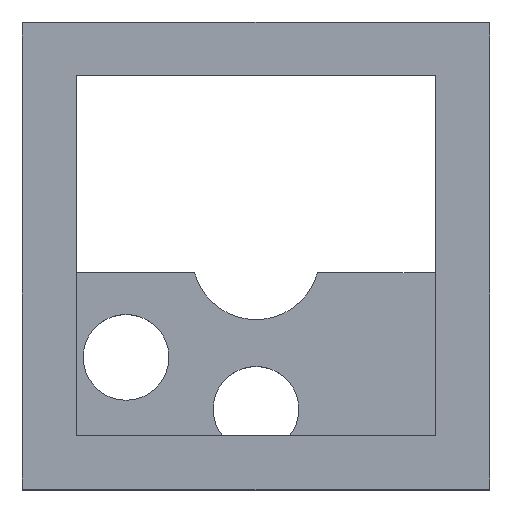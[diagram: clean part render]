
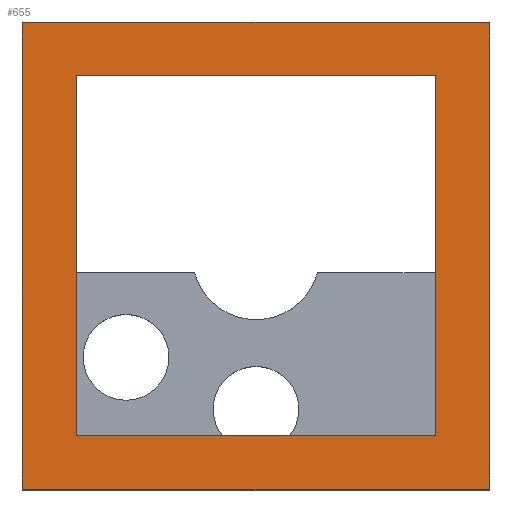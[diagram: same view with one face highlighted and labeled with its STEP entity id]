
A CAD part, top view. The second image highlights one B-rep face of the part: STEP entity #655.
In plain terms, the highlighted planar face has unit normal (0, 0, 1).
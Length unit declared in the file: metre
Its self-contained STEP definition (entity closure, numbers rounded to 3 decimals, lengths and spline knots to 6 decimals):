
#147=ORIENTED_EDGE('',*,*,#278,.T.);
#148=ORIENTED_EDGE('',*,*,#275,.T.);
#149=ORIENTED_EDGE('',*,*,#271,.F.);
#150=ORIENTED_EDGE('',*,*,#276,.F.);
#151=ORIENTED_EDGE('',*,*,#279,.T.);
#152=ORIENTED_EDGE('',*,*,#280,.F.);
#153=ORIENTED_EDGE('',*,*,#281,.F.);
#154=ORIENTED_EDGE('',*,*,#282,.F.);
#155=ORIENTED_EDGE('',*,*,#283,.T.);
#156=ORIENTED_EDGE('',*,*,#284,.T.);
#157=ORIENTED_EDGE('',*,*,#285,.F.);
#158=ORIENTED_EDGE('',*,*,#286,.T.);
#159=ORIENTED_EDGE('',*,*,#287,.T.);
#160=ORIENTED_EDGE('',*,*,#288,.T.);
#161=ORIENTED_EDGE('',*,*,#289,.F.);
#162=ORIENTED_EDGE('',*,*,#290,.F.);
#163=ORIENTED_EDGE('',*,*,#291,.T.);
#164=ORIENTED_EDGE('',*,*,#292,.F.);
#165=ORIENTED_EDGE('',*,*,#293,.F.);
#166=ORIENTED_EDGE('',*,*,#294,.T.);
#271=EDGE_CURVE('',#353,#354,#431,.T.);
#275=EDGE_CURVE('',#355,#354,#435,.T.);
#276=EDGE_CURVE('',#356,#353,#436,.T.);
#278=EDGE_CURVE('',#356,#355,#438,.T.);
#279=EDGE_CURVE('',#357,#358,#439,.T.);
#280=EDGE_CURVE('',#359,#358,#440,.T.);
#281=EDGE_CURVE('',#360,#359,#441,.T.);
#282=EDGE_CURVE('',#361,#360,#442,.T.);
#283=EDGE_CURVE('',#361,#362,#443,.T.);
#284=EDGE_CURVE('',#362,#363,#444,.T.);
#285=EDGE_CURVE('',#364,#363,#445,.T.);
#286=EDGE_CURVE('',#364,#365,#446,.T.);
#287=EDGE_CURVE('',#365,#366,#447,.T.);
#288=EDGE_CURVE('',#366,#367,#448,.T.);
#289=EDGE_CURVE('',#368,#367,#449,.T.);
#290=EDGE_CURVE('',#369,#368,#450,.T.);
#291=EDGE_CURVE('',#369,#370,#451,.T.);
#292=EDGE_CURVE('',#371,#370,#452,.T.);
#293=EDGE_CURVE('',#372,#371,#453,.T.);
#294=EDGE_CURVE('',#372,#357,#454,.T.);
#353=VERTEX_POINT('',#1007);
#354=VERTEX_POINT('',#1008);
#355=VERTEX_POINT('',#1013);
#356=VERTEX_POINT('',#1017);
#357=VERTEX_POINT('',#1023);
#358=VERTEX_POINT('',#1024);
#359=VERTEX_POINT('',#1026);
#360=VERTEX_POINT('',#1028);
#361=VERTEX_POINT('',#1030);
#362=VERTEX_POINT('',#1032);
#363=VERTEX_POINT('',#1034);
#364=VERTEX_POINT('',#1036);
#365=VERTEX_POINT('',#1038);
#366=VERTEX_POINT('',#1040);
#367=VERTEX_POINT('',#1042);
#368=VERTEX_POINT('',#1044);
#369=VERTEX_POINT('',#1046);
#370=VERTEX_POINT('',#1048);
#371=VERTEX_POINT('',#1050);
#372=VERTEX_POINT('',#1052);
#431=LINE('',#1006,#517);
#435=LINE('',#1014,#521);
#436=LINE('',#1016,#522);
#438=LINE('',#1020,#524);
#439=LINE('',#1022,#525);
#440=LINE('',#1025,#526);
#441=LINE('',#1027,#527);
#442=LINE('',#1029,#528);
#443=LINE('',#1031,#529);
#444=LINE('',#1033,#530);
#445=LINE('',#1035,#531);
#446=LINE('',#1037,#532);
#447=LINE('',#1039,#533);
#448=LINE('',#1041,#534);
#449=LINE('',#1043,#535);
#450=LINE('',#1045,#536);
#451=LINE('',#1047,#537);
#452=LINE('',#1049,#538);
#453=LINE('',#1051,#539);
#454=LINE('',#1053,#540);
#517=VECTOR('',#825,1.);
#521=VECTOR('',#831,1.);
#522=VECTOR('',#834,1.);
#524=VECTOR('',#838,1.);
#525=VECTOR('',#841,1.);
#526=VECTOR('',#842,1.);
#527=VECTOR('',#843,1.);
#528=VECTOR('',#844,1.);
#529=VECTOR('',#845,1.);
#530=VECTOR('',#846,1.);
#531=VECTOR('',#847,1.);
#532=VECTOR('',#848,1.);
#533=VECTOR('',#849,1.);
#534=VECTOR('',#850,1.);
#535=VECTOR('',#851,1.);
#536=VECTOR('',#852,1.);
#537=VECTOR('',#853,1.);
#538=VECTOR('',#854,1.);
#539=VECTOR('',#855,1.);
#540=VECTOR('',#856,1.);
#573=EDGE_LOOP('',(#147,#148,#149,#150));
#574=EDGE_LOOP('',(#151,#152,#153,#154,#155,#156,#157,#158,#159,#160,#161,
#162,#163,#164,#165,#166));
#607=FACE_BOUND('',#573,.T.);
#608=FACE_BOUND('',#574,.T.);
#630=PLANE('',#712);
#655=ADVANCED_FACE('',(#607,#608),#630,.T.);
#712=AXIS2_PLACEMENT_3D('',#1021,#839,#840);
#825=DIRECTION('',(1.,0.,0.));
#831=DIRECTION('',(0.,-1.,0.));
#834=DIRECTION('',(0.,-1.,0.));
#838=DIRECTION('',(1.,0.,0.));
#839=DIRECTION('',(0.,0.,1.));
#840=DIRECTION('',(-1.,0.,0.));
#841=DIRECTION('',(0.,1.,0.));
#842=DIRECTION('',(0.,-1.,0.));
#843=DIRECTION('',(0.,-1.,0.));
#844=DIRECTION('',(0.,-1.,0.));
#845=DIRECTION('',(-1.,0.,0.));
#846=DIRECTION('',(-1.,0.,0.));
#847=DIRECTION('',(1.,0.,0.));
#848=DIRECTION('',(0.,-1.,0.));
#849=DIRECTION('',(0.,-1.,0.));
#850=DIRECTION('',(0.,-1.,0.));
#851=DIRECTION('',(0.,1.,0.));
#852=DIRECTION('',(0.,1.,0.));
#853=DIRECTION('',(1.,0.,0.));
#854=DIRECTION('',(-1.,0.,0.));
#855=DIRECTION('',(-1.,0.,0.));
#856=DIRECTION('',(0.,1.,0.));
#1006=CARTESIAN_POINT('',(0.007963,-0.006925,0.));
#1007=CARTESIAN_POINT('',(-0.006925,-0.006925,0.));
#1008=CARTESIAN_POINT('',(0.006925,-0.006925,0.));
#1013=CARTESIAN_POINT('',(0.006925,0.006925,0.));
#1014=CARTESIAN_POINT('',(0.006925,0.007963,0.));
#1016=CARTESIAN_POINT('',(-0.006925,0.007963,0.));
#1017=CARTESIAN_POINT('',(-0.006925,0.006925,0.));
#1020=CARTESIAN_POINT('',(0.007963,0.006925,0.));
#1021=CARTESIAN_POINT('',(0.009,0.009,0.));
#1022=CARTESIAN_POINT('',(0.009,-0.00875,0.));
#1023=CARTESIAN_POINT('',(0.009,-0.00875,0.));
#1024=CARTESIAN_POINT('',(0.009,-0.00825,0.));
#1025=CARTESIAN_POINT('',(0.009,0.009,0.));
#1026=CARTESIAN_POINT('',(0.009,0.00825,0.));
#1027=CARTESIAN_POINT('',(0.009,0.00875,0.));
#1028=CARTESIAN_POINT('',(0.009,0.00875,0.));
#1029=CARTESIAN_POINT('',(0.009,0.009,0.));
#1030=CARTESIAN_POINT('',(0.009,0.009,0.));
#1031=CARTESIAN_POINT('',(0.009,0.009,0.));
#1032=CARTESIAN_POINT('',(0.00875,0.009,0.));
#1033=CARTESIAN_POINT('',(0.009,0.009,0.));
#1034=CARTESIAN_POINT('',(-0.00875,0.009,0.));
#1035=CARTESIAN_POINT('',(-0.009,0.009,0.));
#1036=CARTESIAN_POINT('',(-0.009,0.009,0.));
#1037=CARTESIAN_POINT('',(-0.009,0.009,0.));
#1038=CARTESIAN_POINT('',(-0.009,0.00875,0.));
#1039=CARTESIAN_POINT('',(-0.009,0.00875,0.));
#1040=CARTESIAN_POINT('',(-0.009,0.00825,0.));
#1041=CARTESIAN_POINT('',(-0.009,0.009,0.));
#1042=CARTESIAN_POINT('',(-0.009,-0.00825,0.));
#1043=CARTESIAN_POINT('',(-0.009,-0.00875,0.));
#1044=CARTESIAN_POINT('',(-0.009,-0.00875,0.));
#1045=CARTESIAN_POINT('',(-0.009,-0.009,0.));
#1046=CARTESIAN_POINT('',(-0.009,-0.009,0.));
#1047=CARTESIAN_POINT('',(-0.009,-0.009,0.));
#1048=CARTESIAN_POINT('',(-0.00875,-0.009,0.));
#1049=CARTESIAN_POINT('',(0.009,-0.009,0.));
#1050=CARTESIAN_POINT('',(0.00875,-0.009,0.));
#1051=CARTESIAN_POINT('',(0.009,-0.009,0.));
#1052=CARTESIAN_POINT('',(0.009,-0.009,0.));
#1053=CARTESIAN_POINT('',(0.009,-0.009,0.));
